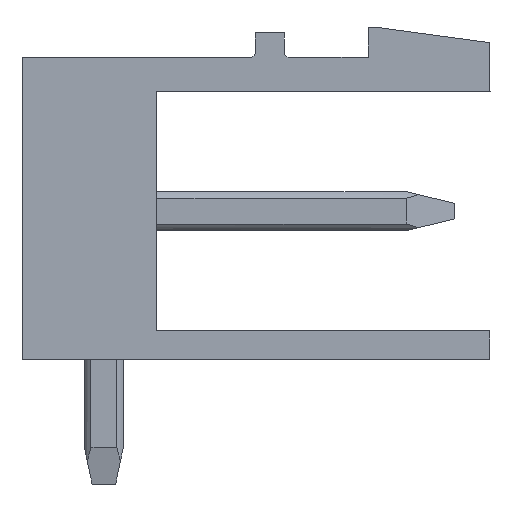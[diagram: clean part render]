
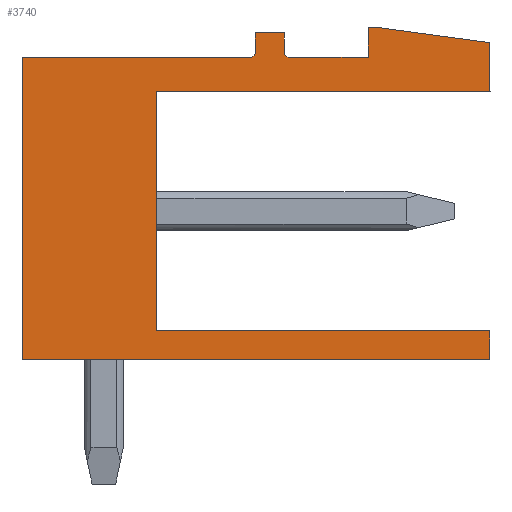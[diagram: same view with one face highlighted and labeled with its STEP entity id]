
A CAD part, left-side view. The second image highlights one B-rep face of the part: STEP entity #3740.
In plain terms, the highlighted planar face has unit normal (-1, 0, 0).
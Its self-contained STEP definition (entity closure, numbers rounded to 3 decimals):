
#1893=AXIS2_PLACEMENT_3D('Circle Axis2P3D',#1891,#1892,$) ;
#2017=AXIS2_PLACEMENT_3D('Circle Axis2P3D',#2015,#2016,$) ;
#3719=AXIS2_PLACEMENT_3D('Plane Axis2P3D',#3716,#3717,#3718) ;
#49=CARTESIAN_POINT('Vertex',(0.,8.55,3.93)) ;
#52=CARTESIAN_POINT('Line Origine',(0.,4.275,3.93)) ;
#56=CARTESIAN_POINT('Vertex',(0.,0.,3.93)) ;
#87=CARTESIAN_POINT('Vertex',(0.,8.55,10.06)) ;
#90=CARTESIAN_POINT('Line Origine',(0.,8.55,6.995)) ;
#1702=CARTESIAN_POINT('Vertex',(0.,0.,10.06)) ;
#1705=CARTESIAN_POINT('Line Origine',(0.,4.275,10.06)) ;
#1733=CARTESIAN_POINT('Vertex',(0.,0.,11.32)) ;
#1736=CARTESIAN_POINT('Line Origine',(0.,0.,10.69)) ;
#1764=CARTESIAN_POINT('Vertex',(0.,2.8,11.7)) ;
#1767=CARTESIAN_POINT('Line Origine',(0.,1.4,11.51)) ;
#1795=CARTESIAN_POINT('Vertex',(0.,3.12,11.7)) ;
#1798=CARTESIAN_POINT('Line Origine',(0.,2.96,11.7)) ;
#1826=CARTESIAN_POINT('Vertex',(0.,3.12,10.95)) ;
#1829=CARTESIAN_POINT('Line Origine',(0.,3.12,11.325)) ;
#1857=CARTESIAN_POINT('Vertex',(0.,5.17,10.95)) ;
#1860=CARTESIAN_POINT('Line Origine',(0.,4.145,10.95)) ;
#1888=CARTESIAN_POINT('Vertex',(0.,5.27,11.05)) ;
#1891=CARTESIAN_POINT('Axis2P3D Location',(0.,5.17,11.05)) ;
#1919=CARTESIAN_POINT('Vertex',(0.,5.27,11.57)) ;
#1922=CARTESIAN_POINT('Line Origine',(0.,5.27,11.31)) ;
#1950=CARTESIAN_POINT('Vertex',(0.,6.02,11.57)) ;
#1953=CARTESIAN_POINT('Line Origine',(0.,5.645,11.57)) ;
#1981=CARTESIAN_POINT('Vertex',(0.,6.02,11.05)) ;
#1984=CARTESIAN_POINT('Line Origine',(0.,6.02,11.31)) ;
#2012=CARTESIAN_POINT('Vertex',(0.,6.12,10.95)) ;
#2015=CARTESIAN_POINT('Axis2P3D Location',(0.,6.12,11.05)) ;
#2038=CARTESIAN_POINT('Vertex',(0.,12.,10.95)) ;
#2041=CARTESIAN_POINT('Line Origine',(0.,9.06,10.95)) ;
#2069=CARTESIAN_POINT('Vertex',(0.,12.,3.2)) ;
#2072=CARTESIAN_POINT('Line Origine',(0.,12.,7.075)) ;
#2100=CARTESIAN_POINT('Vertex',(0.,0.,3.2)) ;
#2103=CARTESIAN_POINT('Line Origine',(0.,6.,3.2)) ;
#3704=CARTESIAN_POINT('Line Origine',(0.,0.,3.565)) ;
#3716=CARTESIAN_POINT('Axis2P3D Location',(0.,0.,0.)) ;
#53=DIRECTION('Vector Direction',(0.,1.,0.)) ;
#91=DIRECTION('Vector Direction',(0.,0.,-1.)) ;
#1706=DIRECTION('Vector Direction',(0.,-1.,0.)) ;
#1737=DIRECTION('Vector Direction',(0.,0.,1.)) ;
#1768=DIRECTION('Vector Direction',(0.,0.991,0.134)) ;
#1799=DIRECTION('Vector Direction',(0.,1.,0.)) ;
#1830=DIRECTION('Vector Direction',(0.,0.,-1.)) ;
#1861=DIRECTION('Vector Direction',(0.,1.,0.)) ;
#1892=DIRECTION('Axis2P3D Direction',(-1.,0.,0.)) ;
#1923=DIRECTION('Vector Direction',(0.,0.,1.)) ;
#1954=DIRECTION('Vector Direction',(0.,1.,0.)) ;
#1985=DIRECTION('Vector Direction',(0.,0.,-1.)) ;
#2016=DIRECTION('Axis2P3D Direction',(-1.,0.,0.)) ;
#2042=DIRECTION('Vector Direction',(0.,1.,0.)) ;
#2073=DIRECTION('Vector Direction',(0.,0.,-1.)) ;
#2104=DIRECTION('Vector Direction',(0.,1.,0.)) ;
#3705=DIRECTION('Vector Direction',(0.,0.,-1.)) ;
#3717=DIRECTION('Axis2P3D Direction',(-1.,0.,0.)) ;
#3718=DIRECTION('Axis2P3D XDirection',(0.,0.,1.)) ;
#54=VECTOR('Line Direction',#53,1.) ;
#92=VECTOR('Line Direction',#91,1.) ;
#1707=VECTOR('Line Direction',#1706,1.) ;
#1738=VECTOR('Line Direction',#1737,1.) ;
#1769=VECTOR('Line Direction',#1768,1.) ;
#1800=VECTOR('Line Direction',#1799,1.) ;
#1831=VECTOR('Line Direction',#1830,1.) ;
#1862=VECTOR('Line Direction',#1861,1.) ;
#1924=VECTOR('Line Direction',#1923,1.) ;
#1955=VECTOR('Line Direction',#1954,1.) ;
#1986=VECTOR('Line Direction',#1985,1.) ;
#2043=VECTOR('Line Direction',#2042,1.) ;
#2074=VECTOR('Line Direction',#2073,1.) ;
#2105=VECTOR('Line Direction',#2104,1.) ;
#3706=VECTOR('Line Direction',#3705,1.) ;
#3722=ORIENTED_EDGE('',*,*,#58,.T.) ;
#3723=ORIENTED_EDGE('',*,*,#94,.T.) ;
#3724=ORIENTED_EDGE('',*,*,#1709,.T.) ;
#3725=ORIENTED_EDGE('',*,*,#1740,.T.) ;
#3726=ORIENTED_EDGE('',*,*,#1771,.T.) ;
#3727=ORIENTED_EDGE('',*,*,#1802,.T.) ;
#3728=ORIENTED_EDGE('',*,*,#1833,.T.) ;
#3729=ORIENTED_EDGE('',*,*,#1864,.T.) ;
#3730=ORIENTED_EDGE('',*,*,#1895,.T.) ;
#3731=ORIENTED_EDGE('',*,*,#1926,.T.) ;
#3732=ORIENTED_EDGE('',*,*,#1957,.T.) ;
#3733=ORIENTED_EDGE('',*,*,#1988,.T.) ;
#3734=ORIENTED_EDGE('',*,*,#2019,.T.) ;
#3735=ORIENTED_EDGE('',*,*,#2045,.T.) ;
#3736=ORIENTED_EDGE('',*,*,#2076,.T.) ;
#3737=ORIENTED_EDGE('',*,*,#2107,.T.) ;
#3738=ORIENTED_EDGE('',*,*,#3708,.T.) ;
#3740=ADVANCED_FACE('Housing',(#3739),#3720,.T.) ;
#1894=CIRCLE('generated circle',#1893,0.1) ;
#2018=CIRCLE('generated circle',#2017,0.1) ;
#58=EDGE_CURVE('',#57,#50,#55,.T.) ;
#94=EDGE_CURVE('',#50,#88,#93,.F.) ;
#1709=EDGE_CURVE('',#88,#1703,#1708,.T.) ;
#1740=EDGE_CURVE('',#1703,#1734,#1739,.T.) ;
#1771=EDGE_CURVE('',#1734,#1765,#1770,.T.) ;
#1802=EDGE_CURVE('',#1765,#1796,#1801,.T.) ;
#1833=EDGE_CURVE('',#1796,#1827,#1832,.T.) ;
#1864=EDGE_CURVE('',#1827,#1858,#1863,.T.) ;
#1895=EDGE_CURVE('',#1858,#1889,#1894,.F.) ;
#1926=EDGE_CURVE('',#1889,#1920,#1925,.T.) ;
#1957=EDGE_CURVE('',#1920,#1951,#1956,.T.) ;
#1988=EDGE_CURVE('',#1951,#1982,#1987,.T.) ;
#2019=EDGE_CURVE('',#1982,#2013,#2018,.F.) ;
#2045=EDGE_CURVE('',#2013,#2039,#2044,.T.) ;
#2076=EDGE_CURVE('',#2039,#2070,#2075,.T.) ;
#2107=EDGE_CURVE('',#2070,#2101,#2106,.F.) ;
#3708=EDGE_CURVE('',#2101,#57,#3707,.F.) ;
#3721=EDGE_LOOP('',(#3722,#3723,#3724,#3725,#3726,#3727,#3728,#3729,#3730,#3731,#3732,#3733,#3734,#3735,#3736,#3737,#3738)) ;
#3739=FACE_OUTER_BOUND('',#3721,.T.) ;
#55=LINE('Line',#52,#54) ;
#93=LINE('Line',#90,#92) ;
#1708=LINE('Line',#1705,#1707) ;
#1739=LINE('Line',#1736,#1738) ;
#1770=LINE('Line',#1767,#1769) ;
#1801=LINE('Line',#1798,#1800) ;
#1832=LINE('Line',#1829,#1831) ;
#1863=LINE('Line',#1860,#1862) ;
#1925=LINE('Line',#1922,#1924) ;
#1956=LINE('Line',#1953,#1955) ;
#1987=LINE('Line',#1984,#1986) ;
#2044=LINE('Line',#2041,#2043) ;
#2075=LINE('Line',#2072,#2074) ;
#2106=LINE('Line',#2103,#2105) ;
#3707=LINE('Line',#3704,#3706) ;
#3720=PLANE('',#3719) ;
#50=VERTEX_POINT('',#49) ;
#57=VERTEX_POINT('',#56) ;
#88=VERTEX_POINT('',#87) ;
#1703=VERTEX_POINT('',#1702) ;
#1734=VERTEX_POINT('',#1733) ;
#1765=VERTEX_POINT('',#1764) ;
#1796=VERTEX_POINT('',#1795) ;
#1827=VERTEX_POINT('',#1826) ;
#1858=VERTEX_POINT('',#1857) ;
#1889=VERTEX_POINT('',#1888) ;
#1920=VERTEX_POINT('',#1919) ;
#1951=VERTEX_POINT('',#1950) ;
#1982=VERTEX_POINT('',#1981) ;
#2013=VERTEX_POINT('',#2012) ;
#2039=VERTEX_POINT('',#2038) ;
#2070=VERTEX_POINT('',#2069) ;
#2101=VERTEX_POINT('',#2100) ;
